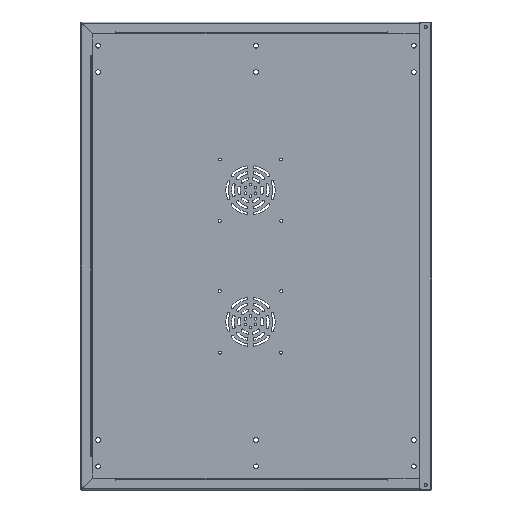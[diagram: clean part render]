
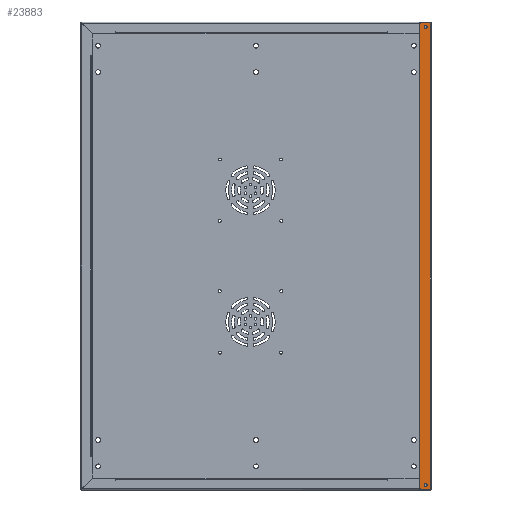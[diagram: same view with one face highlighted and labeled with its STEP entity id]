
A CAD part, top view. The second image highlights one B-rep face of the part: STEP entity #23883.
In plain terms, the highlighted planar face has unit normal (0, 0, 1).
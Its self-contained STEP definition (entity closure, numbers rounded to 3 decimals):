
#619=FACE_BOUND('',#3310,.T.);
#620=FACE_BOUND('',#3311,.T.);
#678=PLANE('',#26372);
#1529=FACE_OUTER_BOUND('',#3309,.T.);
#3309=EDGE_LOOP('',(#19393,#19394,#19395,#19396,#19397,#19398));
#3310=EDGE_LOOP('',(#19399));
#3311=EDGE_LOOP('',(#19400));
#5762=LINE('',#41254,#7960);
#5764=LINE('',#41259,#7962);
#5769=LINE('',#41268,#7967);
#5770=LINE('',#41273,#7968);
#7960=VECTOR('',#32102,1000.);
#7962=VECTOR('',#32108,1000.);
#7967=VECTOR('',#32115,1000.);
#7968=VECTOR('',#32120,1000.);
#8568=CIRCLE('',#24751,2.55);
#8570=CIRCLE('',#24754,2.55);
#9833=CIRCLE('',#26373,2.);
#9834=CIRCLE('',#26374,2.);
#9888=VERTEX_POINT('',#34513);
#9890=VERTEX_POINT('',#34519);
#12124=VERTEX_POINT('',#41243);
#12126=VERTEX_POINT('',#41250);
#12127=VERTEX_POINT('',#41258);
#12130=VERTEX_POINT('',#41266);
#12131=VERTEX_POINT('',#41270);
#12132=VERTEX_POINT('',#41272);
#12221=EDGE_CURVE('',#9888,#9888,#8568,.T.);
#12224=EDGE_CURVE('',#9890,#9890,#8570,.T.);
#15094=EDGE_CURVE('',#12126,#12124,#5762,.T.);
#15096=EDGE_CURVE('',#12124,#12127,#5764,.T.);
#15101=EDGE_CURVE('',#12130,#12126,#5769,.T.);
#15102=EDGE_CURVE('',#12130,#12131,#9833,.T.);
#15103=EDGE_CURVE('',#12132,#12131,#5770,.T.);
#15104=EDGE_CURVE('',#12132,#12127,#9834,.T.);
#19393=ORIENTED_EDGE('',*,*,#15101,.F.);
#19394=ORIENTED_EDGE('',*,*,#15102,.T.);
#19395=ORIENTED_EDGE('',*,*,#15103,.F.);
#19396=ORIENTED_EDGE('',*,*,#15104,.T.);
#19397=ORIENTED_EDGE('',*,*,#15096,.F.);
#19398=ORIENTED_EDGE('',*,*,#15094,.F.);
#19399=ORIENTED_EDGE('',*,*,#12221,.F.);
#19400=ORIENTED_EDGE('',*,*,#12224,.F.);
#23883=ADVANCED_FACE('',(#1529,#619,#620),#678,.F.);
#24751=AXIS2_PLACEMENT_3D('',#34515,#27276,#27277);
#24754=AXIS2_PLACEMENT_3D('',#34521,#27283,#27284);
#26372=AXIS2_PLACEMENT_3D('',#41269,#32116,#32117);
#26373=AXIS2_PLACEMENT_3D('',#41271,#32118,#32119);
#26374=AXIS2_PLACEMENT_3D('',#41274,#32121,#32122);
#27276=DIRECTION('center_axis',(0.,0.,1.));
#27277=DIRECTION('ref_axis',(1.,0.,0.));
#27283=DIRECTION('center_axis',(0.,0.,1.));
#27284=DIRECTION('ref_axis',(-1.,0.,0.));
#32102=DIRECTION('',(0.,-1.,0.));
#32108=DIRECTION('',(-1.,0.,0.));
#32115=DIRECTION('',(1.,0.,0.));
#32116=DIRECTION('center_axis',(0.,0.,-1.));
#32117=DIRECTION('ref_axis',(-1.,0.,0.));
#32118=DIRECTION('center_axis',(0.,0.,1.));
#32119=DIRECTION('ref_axis',(-1.,0.,0.));
#32120=DIRECTION('',(0.,1.,0.));
#32121=DIRECTION('center_axis',(0.,0.,1.));
#32122=DIRECTION('ref_axis',(-1.,0.,0.));
#34513=CARTESIAN_POINT('',(287.45,391.099,38.8));
#34515=CARTESIAN_POINT('Origin',(290.,391.099,38.8));
#34519=CARTESIAN_POINT('',(287.45,-391.099,38.8));
#34521=CARTESIAN_POINT('Origin',(290.,-391.099,38.8));
#41243=CARTESIAN_POINT('',(297.6,-398.659,38.8));
#41250=CARTESIAN_POINT('',(297.6,398.659,38.8));
#41254=CARTESIAN_POINT('',(297.6,-398.659,38.8));
#41258=CARTESIAN_POINT('',(282.,-398.659,38.8));
#41259=CARTESIAN_POINT('',(298.8,-398.659,38.8));
#41266=CARTESIAN_POINT('',(282.,398.659,38.8));
#41268=CARTESIAN_POINT('',(280.,398.659,38.8));
#41269=CARTESIAN_POINT('Origin',(0.,0.,38.8));
#41270=CARTESIAN_POINT('',(280.,396.659,38.8));
#41271=CARTESIAN_POINT('Origin',(282.,396.659,38.8));
#41272=CARTESIAN_POINT('',(280.,-396.659,38.8));
#41273=CARTESIAN_POINT('',(280.,-398.659,38.8));
#41274=CARTESIAN_POINT('Origin',(282.,-396.659,38.8));
